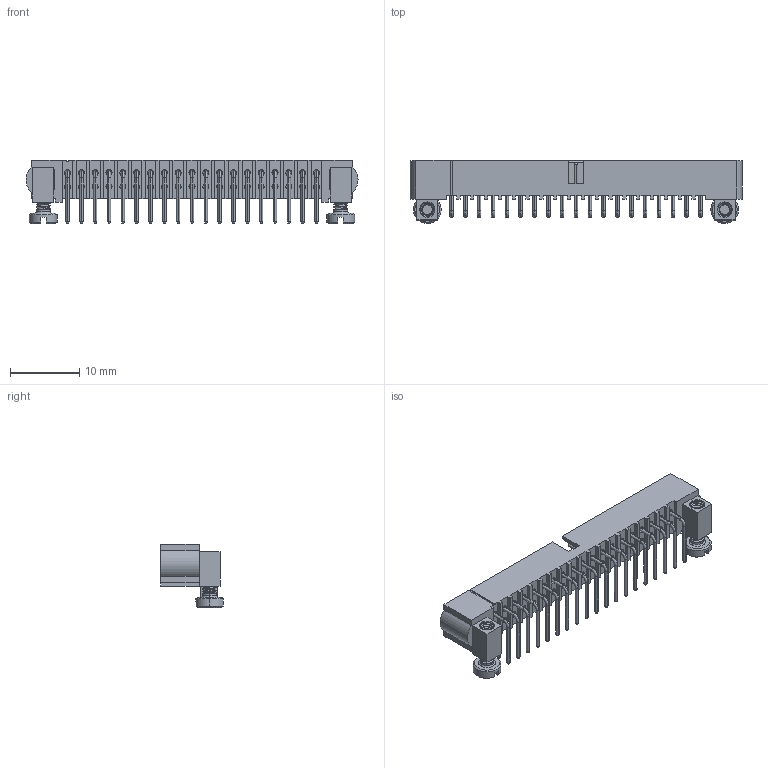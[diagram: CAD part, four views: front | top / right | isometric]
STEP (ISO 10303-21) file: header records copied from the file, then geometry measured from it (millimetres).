
FILE_DESCRIPTION((''),'2;1');
FILE_NAME('M80-5402022_ASM','2013-03-22T',('wbourne'),(''),'PRO/ENGINEER BY PARAMETRIC TECHNOLOGY CORPORATION, 2012230','PRO/ENGINEER BY PARAMETRIC TECHNOLOGY CORPORATION, 2012230','');
FILE_SCHEMA(('CONFIG_CONTROL_DESIGN'));
Length unit declared in the file: millimetre
Products named in the file (6): M80-2702098_SEPARATE_ROWS; M80-530XX22_SHORT_PIN; M80-530XX22_LONG_PIN; M80-2250000; M80-226; M80-5402022_ASM
Assembly tree (43 placements, depth 2):
  M80-5402022_ASM
    M80-2702098_SEPARATE_ROWS
    M80-530XX22_SHORT_PIN  x19
    M80-530XX22_LONG_PIN  x19
    M80-2250000  x2
    M80-226  x2
Bounding box: 48 x 9.1 x 9.12 mm (x, y, z)
Volume: 965.5 mm3; surface area: 3081.6 mm2
Topology: 43 solids, 49 shells, 1585 faces, 3601 edges, 2152 vertices
Faces by surface type: plane 575, cylinder 454, cone 264, bspline 212, torus 80
Entity records: 27721 total; most frequent: CARTESIAN_POINT 11680, ORIENTED_EDGE 2448, DIRECTION 2437, PRESENTATION_STYLE_ASSIGNMENT 1257, STYLED_ITEM 1239, CURVE_STYLE 1231, EDGE_CURVE 1231, AXIS2_PLACEMENT_3D 887
